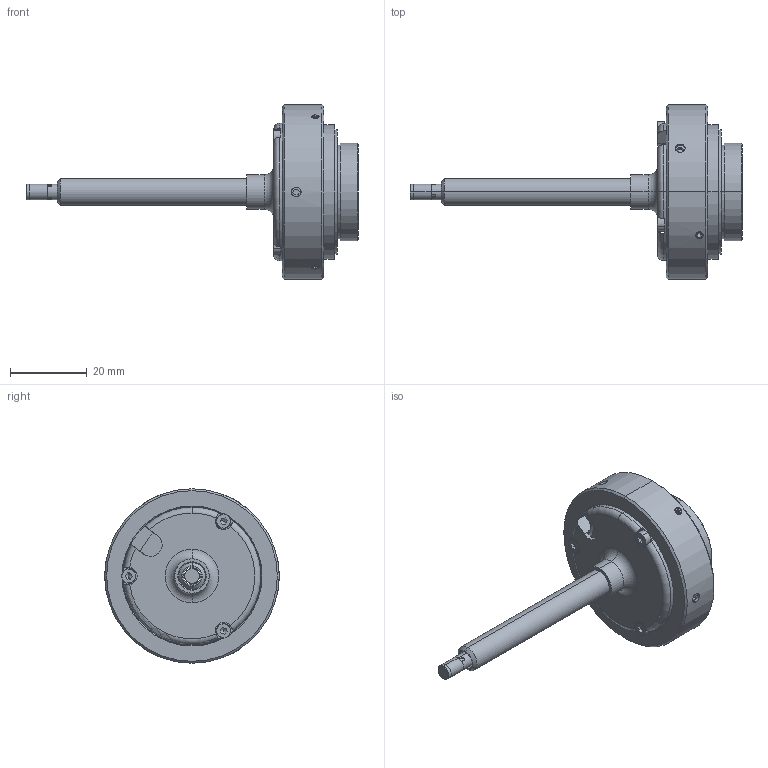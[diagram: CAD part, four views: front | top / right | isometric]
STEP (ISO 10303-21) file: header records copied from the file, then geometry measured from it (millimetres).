
FILE_DESCRIPTION (( 'STEP AP203' ), '1' );
FILE_NAME ('DP29785_PCBPN013-WG.step', '2020-05-12T12:22:10', ( '' ), ( '' ), 'SwSTEP 2.0', 'SolidWorks 2020', '' );
FILE_SCHEMA (( 'CONFIG_CONTROL_DESIGN' ));
Length unit declared in the file: millimetre
Products named in the file (1): DP29785_PCBPN013-WG
Bounding box: 86.59 x 45.5 x 45.5 mm (x, y, z)
Surface area: 12141.5 mm2 (no closed solid volume)
Topology: 0 solids, 25 shells, 223 faces, 640 edges, 439 vertices
Faces by surface type: plane 99, cylinder 69, cone 42, torus 13
Entity records: 7803 total; most frequent: CARTESIAN_POINT 1862, DIRECTION 1287, ORIENTED_EDGE 1045, EDGE_CURVE 634, AXIS2_PLACEMENT_3D 484, VERTEX_POINT 439, LINE 319, VECTOR 319
